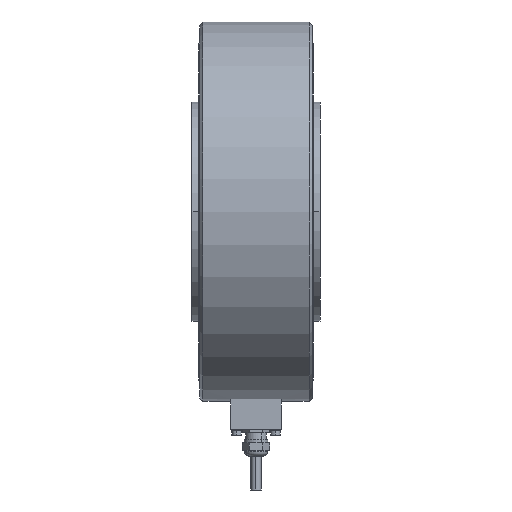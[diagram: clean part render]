
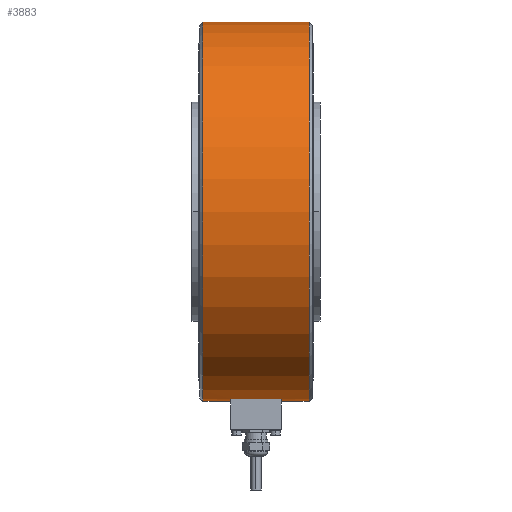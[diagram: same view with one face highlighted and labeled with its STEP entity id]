
A CAD part, left-side view. The second image highlights one B-rep face of the part: STEP entity #3883.
In plain terms, the highlighted cylindrical face has radius 112.5 mm (diameter 225 mm), a partial arc.
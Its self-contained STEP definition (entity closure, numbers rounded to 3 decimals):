
#141 = ORIENTED_EDGE ( 'NONE', *, *, #10694, .T. ) ;
#573 = LINE ( 'NONE', #16698, #13130 ) ;
#1097 = DIRECTION ( 'NONE',  ( 0., -1., 0. ) ) ;
#1127 = CARTESIAN_POINT ( 'NONE',  ( -18.31, 67., -111. ) ) ;
#1211 = DIRECTION ( 'NONE',  ( 0., -1., 0. ) ) ;
#1573 = DIRECTION ( 'NONE',  ( 0., -1., 0. ) ) ;
#1642 = CARTESIAN_POINT ( 'NONE',  ( 0., 2., 0. ) ) ;
#1891 = CARTESIAN_POINT ( 'NONE',  ( 0., 18.4, -112.5 ) ) ;
#2302 = CARTESIAN_POINT ( 'NONE',  ( 0., 65., 112.5 ) ) ;
#2361 = CARTESIAN_POINT ( 'NONE',  ( 0., 2., 112.5 ) ) ;
#2432 = VERTEX_POINT ( 'NONE', #6205 ) ;
#2996 = DIRECTION ( 'NONE',  ( 0., -1., 0. ) ) ;
#3451 = VERTEX_POINT ( 'NONE', #4442 ) ;
#3760 = EDGE_CURVE ( 'NONE', #3451, #17327, #19130, .T. ) ;
#3883 = ADVANCED_FACE ( 'NONE', ( #12208 ), #4590, .T. ) ;
#4255 = CARTESIAN_POINT ( 'NONE',  ( 0., 67., -112.5 ) ) ;
#4442 = CARTESIAN_POINT ( 'NONE',  ( 0., 65., -112.5 ) ) ;
#4590 = CYLINDRICAL_SURFACE ( 'NONE', #5542, 112.5 ) ;
#4806 = CARTESIAN_POINT ( 'NONE',  ( -18.31, 18.4, -111. ) ) ;
#4832 = CARTESIAN_POINT ( 'NONE',  ( 0., 48.6, 0. ) ) ;
#4900 = DIRECTION ( 'NONE',  ( 0., 1., 0. ) ) ;
#4994 = VECTOR ( 'NONE', #1211, 1000. ) ;
#5136 = CARTESIAN_POINT ( 'NONE',  ( 0., 67., 0. ) ) ;
#5355 = ORIENTED_EDGE ( 'NONE', *, *, #19202, .T. ) ;
#5542 = AXIS2_PLACEMENT_3D ( 'NONE', #5136, #11190, #8024 ) ;
#5789 = CARTESIAN_POINT ( 'NONE',  ( 0., 65., 0. ) ) ;
#5817 = AXIS2_PLACEMENT_3D ( 'NONE', #1642, #6400, #12727 ) ;
#6205 = CARTESIAN_POINT ( 'NONE',  ( 0., 2., -112.5 ) ) ;
#6344 = VERTEX_POINT ( 'NONE', #2361 ) ;
#6400 = DIRECTION ( 'NONE',  ( 0., 1., 0. ) ) ;
#6546 = DIRECTION ( 'NONE',  ( 0., 0., 1. ) ) ;
#6634 = CARTESIAN_POINT ( 'NONE',  ( 0., 48.6, -112.5 ) ) ;
#6886 = ORIENTED_EDGE ( 'NONE', *, *, #7524, .T. ) ;
#7023 = VERTEX_POINT ( 'NONE', #12469 ) ;
#7265 = DIRECTION ( 'NONE',  ( 0., -1., 0. ) ) ;
#7524 = EDGE_CURVE ( 'NONE', #18928, #3451, #8145, .T. ) ;
#8024 = DIRECTION ( 'NONE',  ( 0., 0., -1. ) ) ;
#8101 = ORIENTED_EDGE ( 'NONE', *, *, #20137, .T. ) ;
#8145 = CIRCLE ( 'NONE', #17896, 112.5 ) ;
#8224 = EDGE_CURVE ( 'NONE', #8454, #2432, #11441, .T. ) ;
#8454 = VERTEX_POINT ( 'NONE', #1891 ) ;
#8766 = VECTOR ( 'NONE', #1573, 1000. ) ;
#8856 = CIRCLE ( 'NONE', #5817, 112.5 ) ;
#9750 = ORIENTED_EDGE ( 'NONE', *, *, #3760, .T. ) ;
#10286 = VECTOR ( 'NONE', #2996, 1000. ) ;
#10694 = EDGE_CURVE ( 'NONE', #17327, #7023, #16071, .T. ) ;
#11190 = DIRECTION ( 'NONE',  ( 0., -1., 0. ) ) ;
#11441 = LINE ( 'NONE', #4255, #4994 ) ;
#12166 = EDGE_LOOP ( 'NONE', ( #13917, #6886, #9750, #141, #8101, #19990, #17394, #5355 ) ) ;
#12208 = FACE_OUTER_BOUND ( 'NONE', #12166, .T. ) ;
#12469 = CARTESIAN_POINT ( 'NONE',  ( -18.31, 48.6, -111. ) ) ;
#12727 = DIRECTION ( 'NONE',  ( 0., 0., 1. ) ) ;
#13130 = VECTOR ( 'NONE', #7265, 1000. ) ;
#13701 = CIRCLE ( 'NONE', #14576, 112.5 ) ;
#13715 = DIRECTION ( 'NONE',  ( 0., 1., 0. ) ) ;
#13917 = ORIENTED_EDGE ( 'NONE', *, *, #16936, .F. ) ;
#14295 = CARTESIAN_POINT ( 'NONE',  ( 0., 67., -112.5 ) ) ;
#14576 = AXIS2_PLACEMENT_3D ( 'NONE', #15443, #13715, #15308 ) ;
#15054 = EDGE_CURVE ( 'NONE', #8454, #18011, #13701, .T. ) ;
#15308 = DIRECTION ( 'NONE',  ( 0., 0., -1. ) ) ;
#15443 = CARTESIAN_POINT ( 'NONE',  ( 0., 18.4, 0. ) ) ;
#16071 = CIRCLE ( 'NONE', #18230, 112.5 ) ;
#16698 = CARTESIAN_POINT ( 'NONE',  ( 0., 67., 112.5 ) ) ;
#16936 = EDGE_CURVE ( 'NONE', #18928, #6344, #573, .T. ) ;
#17327 = VERTEX_POINT ( 'NONE', #6634 ) ;
#17394 = ORIENTED_EDGE ( 'NONE', *, *, #8224, .T. ) ;
#17896 = AXIS2_PLACEMENT_3D ( 'NONE', #5789, #1097, #18343 ) ;
#18011 = VERTEX_POINT ( 'NONE', #4806 ) ;
#18230 = AXIS2_PLACEMENT_3D ( 'NONE', #4832, #4900, #6546 ) ;
#18343 = DIRECTION ( 'NONE',  ( 0., 0., 1. ) ) ;
#18928 = VERTEX_POINT ( 'NONE', #2302 ) ;
#19130 = LINE ( 'NONE', #14295, #8766 ) ;
#19202 = EDGE_CURVE ( 'NONE', #2432, #6344, #8856, .T. ) ;
#19902 = LINE ( 'NONE', #1127, #10286 ) ;
#19990 = ORIENTED_EDGE ( 'NONE', *, *, #15054, .F. ) ;
#20137 = EDGE_CURVE ( 'NONE', #7023, #18011, #19902, .T. ) ;
